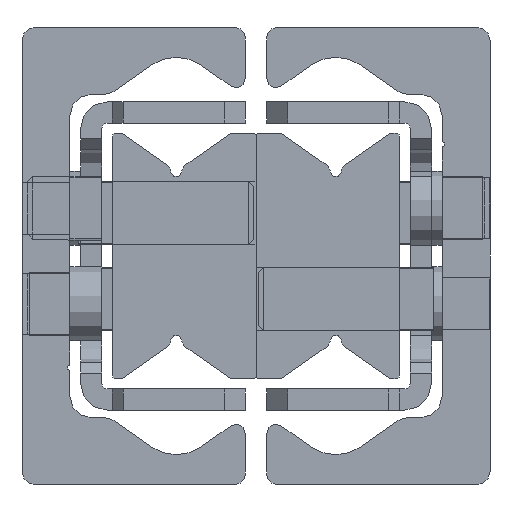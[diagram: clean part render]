
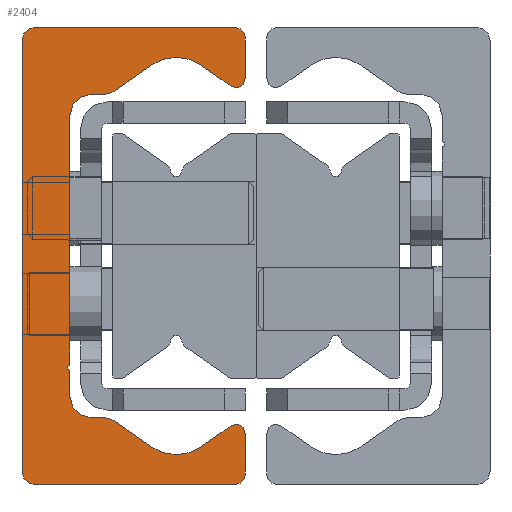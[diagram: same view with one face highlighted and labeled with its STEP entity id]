
A CAD part, left-side view. The second image highlights one B-rep face of the part: STEP entity #2404.
In plain terms, the highlighted planar face has unit normal (-1, 0, 0).
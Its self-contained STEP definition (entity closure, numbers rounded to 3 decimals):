
#1387=CARTESIAN_POINT('',(0.0,9.25,-21.5));
#1388=VERTEX_POINT('',#1387);
#1395=CARTESIAN_POINT('',(0.0,10.5,-20.25));
#1396=VERTEX_POINT('',#1395);
#1397=CARTESIAN_POINT('',(0.0,9.25,-20.25));
#1398=DIRECTION('',(1.0,0.0,0.0));
#1399=DIRECTION('',(0.0,0.0,-1.0));
#1400=AXIS2_PLACEMENT_3D('',#1397,#1398,#1399);
#1401=CIRCLE('',#1400,1.25);
#1402=EDGE_CURVE('',#1388,#1396,#1401,.T.);
#1426=CARTESIAN_POINT('',(0.0,-9.5,-21.5));
#1427=VERTEX_POINT('',#1426);
#1434=CARTESIAN_POINT('',(0.0,-9.5,-21.5));
#1435=DIRECTION('',(0.0,1.0,0.0));
#1436=VECTOR('',#1435,18.75);
#1437=LINE('',#1434,#1436);
#1438=EDGE_CURVE('',#1427,#1388,#1437,.T.);
#1458=CARTESIAN_POINT('',(0.0,-10.5,-20.5));
#1459=VERTEX_POINT('',#1458);
#1466=CARTESIAN_POINT('',(0.0,-9.5,-20.5));
#1467=DIRECTION('',(1.0,0.0,0.0));
#1468=DIRECTION('',(0.0,-1.0,0.0));
#1469=AXIS2_PLACEMENT_3D('',#1466,#1467,#1468);
#1470=CIRCLE('',#1469,1.);
#1471=EDGE_CURVE('',#1459,#1427,#1470,.T.);
#1490=CARTESIAN_POINT('',(0.0,-10.5,-16.65));
#1491=VERTEX_POINT('',#1490);
#1498=CARTESIAN_POINT('',(0.0,-10.5,-16.65));
#1499=DIRECTION('',(0.0,0.0,-1.0));
#1500=VECTOR('',#1499,3.85);
#1501=LINE('',#1498,#1500);
#1502=EDGE_CURVE('',#1491,#1459,#1501,.T.);
#1522=CARTESIAN_POINT('',(0.0,-9.162,-15.954));
#1523=VERTEX_POINT('',#1522);
#1530=CARTESIAN_POINT('',(0.0,-9.65,-16.65));
#1531=DIRECTION('',(1.0,0.0,0.0));
#1532=DIRECTION('',(0.0,0.574,0.819));
#1533=AXIS2_PLACEMENT_3D('',#1530,#1531,#1532);
#1534=CIRCLE('',#1533,0.85);
#1535=EDGE_CURVE('',#1523,#1491,#1534,.T.);
#1554=CARTESIAN_POINT('',(0.0,-6.294,-17.962));
#1555=VERTEX_POINT('',#1554);
#1562=CARTESIAN_POINT('',(0.0,-6.294,-17.962));
#1563=DIRECTION('',(0.0,-0.819,0.574));
#1564=VECTOR('',#1563,3.501);
#1565=LINE('',#1562,#1564);
#1566=EDGE_CURVE('',#1555,#1523,#1565,.T.);
#1586=CARTESIAN_POINT('',(0.0,-1.706,-17.962));
#1587=VERTEX_POINT('',#1586);
#1594=CARTESIAN_POINT('',(0.0,-4.0,-14.685));
#1595=DIRECTION('',(-1.0,0.0,0.0));
#1596=DIRECTION('',(0.0,0.574,0.819));
#1597=AXIS2_PLACEMENT_3D('',#1594,#1595,#1596);
#1598=CIRCLE('',#1597,4.0);
#1599=EDGE_CURVE('',#1587,#1555,#1598,.T.);
#1618=CARTESIAN_POINT('',(0.0,1.722,-15.562));
#1619=VERTEX_POINT('',#1618);
#1626=CARTESIAN_POINT('',(0.0,1.722,-15.562));
#1627=DIRECTION('',(0.0,-0.819,-0.574));
#1628=VECTOR('',#1627,4.185);
#1629=LINE('',#1626,#1628);
#1630=EDGE_CURVE('',#1619,#1587,#1629,.T.);
#1650=CARTESIAN_POINT('',(0.0,2.869,-15.2));
#1651=VERTEX_POINT('',#1650);
#1658=CARTESIAN_POINT('',(0.0,2.869,-17.2));
#1659=DIRECTION('',(1.0,0.0,0.0));
#1660=DIRECTION('',(0.0,0.0,1.0));
#1661=AXIS2_PLACEMENT_3D('',#1658,#1659,#1660);
#1662=CIRCLE('',#1661,2.0);
#1663=EDGE_CURVE('',#1651,#1619,#1662,.T.);
#1682=CARTESIAN_POINT('',(0.0,4.,-15.2));
#1683=VERTEX_POINT('',#1682);
#1690=CARTESIAN_POINT('',(0.0,4.,-15.2));
#1691=DIRECTION('',(0.0,-1.0,0.0));
#1692=VECTOR('',#1691,1.131);
#1693=LINE('',#1690,#1692);
#1694=EDGE_CURVE('',#1683,#1651,#1693,.T.);
#1714=CARTESIAN_POINT('',(0.0,6.,-13.2));
#1715=VERTEX_POINT('',#1714);
#1722=CARTESIAN_POINT('',(0.0,4.,-13.2));
#1723=DIRECTION('',(-1.0,0.0,0.0));
#1724=DIRECTION('',(0.0,0.0,1.0));
#1725=AXIS2_PLACEMENT_3D('',#1722,#1723,#1724);
#1726=CIRCLE('',#1725,2.0);
#1727=EDGE_CURVE('',#1715,#1683,#1726,.T.);
#1746=CARTESIAN_POINT('',(0.0,6.,-10.75));
#1747=VERTEX_POINT('',#1746);
#1754=CARTESIAN_POINT('',(0.0,6.,-10.75));
#1755=DIRECTION('',(0.0,0.0,-1.0));
#1756=VECTOR('',#1755,2.45);
#1757=LINE('',#1754,#1756);
#1758=EDGE_CURVE('',#1747,#1715,#1757,.T.);
#1778=CARTESIAN_POINT('',(0.0,6.,-10.25));
#1779=VERTEX_POINT('',#1778);
#1786=CARTESIAN_POINT('',(0.0,6.,-10.5));
#1787=DIRECTION('',(-1.0,0.0,0.0));
#1788=DIRECTION('',(0.0,0.0,1.0));
#1789=AXIS2_PLACEMENT_3D('',#1786,#1787,#1788);
#1790=CIRCLE('',#1789,0.25);
#1791=EDGE_CURVE('',#1779,#1747,#1790,.T.);
#1810=CARTESIAN_POINT('',(0.0,6.,13.2));
#1811=VERTEX_POINT('',#1810);
#1818=CARTESIAN_POINT('',(0.0,6.,13.2));
#1819=DIRECTION('',(0.0,0.0,-1.0));
#1820=VECTOR('',#1819,23.45);
#1821=LINE('',#1818,#1820);
#1822=EDGE_CURVE('',#1811,#1779,#1821,.T.);
#1926=CARTESIAN_POINT('',(0.0,4.,15.2));
#1927=VERTEX_POINT('',#1926);
#1934=CARTESIAN_POINT('',(0.0,4.,13.2));
#1935=DIRECTION('',(-1.0,0.0,0.0));
#1936=DIRECTION('',(0.0,-1.0,0.0));
#1937=AXIS2_PLACEMENT_3D('',#1934,#1935,#1936);
#1938=CIRCLE('',#1937,2.0);
#1939=EDGE_CURVE('',#1927,#1811,#1938,.T.);
#1958=CARTESIAN_POINT('',(0.0,2.869,15.2));
#1959=VERTEX_POINT('',#1958);
#1966=CARTESIAN_POINT('',(0.0,2.869,15.2));
#1967=DIRECTION('',(0.0,1.0,0.0));
#1968=VECTOR('',#1967,1.131);
#1969=LINE('',#1966,#1968);
#1970=EDGE_CURVE('',#1959,#1927,#1969,.T.);
#1990=CARTESIAN_POINT('',(0.0,1.722,15.562));
#1991=VERTEX_POINT('',#1990);
#1998=CARTESIAN_POINT('',(0.0,2.869,17.2));
#1999=DIRECTION('',(1.0,0.0,0.0));
#2000=DIRECTION('',(0.0,-0.574,-0.819));
#2001=AXIS2_PLACEMENT_3D('',#1998,#1999,#2000);
#2002=CIRCLE('',#2001,2.0);
#2003=EDGE_CURVE('',#1991,#1959,#2002,.T.);
#2022=CARTESIAN_POINT('',(0.0,-1.706,17.962));
#2023=VERTEX_POINT('',#2022);
#2030=CARTESIAN_POINT('',(0.0,-1.706,17.962));
#2031=DIRECTION('',(0.0,0.819,-0.574));
#2032=VECTOR('',#2031,4.185);
#2033=LINE('',#2030,#2032);
#2034=EDGE_CURVE('',#2023,#1991,#2033,.T.);
#2054=CARTESIAN_POINT('',(0.0,-6.294,17.962));
#2055=VERTEX_POINT('',#2054);
#2062=CARTESIAN_POINT('',(0.0,-4.0,14.685));
#2063=DIRECTION('',(-1.0,0.0,0.0));
#2064=DIRECTION('',(0.0,-0.574,-0.819));
#2065=AXIS2_PLACEMENT_3D('',#2062,#2063,#2064);
#2066=CIRCLE('',#2065,4.0);
#2067=EDGE_CURVE('',#2055,#2023,#2066,.T.);
#2086=CARTESIAN_POINT('',(0.0,-9.162,15.954));
#2087=VERTEX_POINT('',#2086);
#2094=CARTESIAN_POINT('',(0.0,-9.162,15.954));
#2095=DIRECTION('',(0.0,0.819,0.574));
#2096=VECTOR('',#2095,3.501);
#2097=LINE('',#2094,#2096);
#2098=EDGE_CURVE('',#2087,#2055,#2097,.T.);
#2118=CARTESIAN_POINT('',(0.0,-10.5,16.65));
#2119=VERTEX_POINT('',#2118);
#2126=CARTESIAN_POINT('',(0.0,-9.65,16.65));
#2127=DIRECTION('',(1.0,0.0,0.0));
#2128=DIRECTION('',(0.0,-1.0,0.0));
#2129=AXIS2_PLACEMENT_3D('',#2126,#2127,#2128);
#2130=CIRCLE('',#2129,0.85);
#2131=EDGE_CURVE('',#2119,#2087,#2130,.T.);
#2150=CARTESIAN_POINT('',(0.0,-10.5,20.5));
#2151=VERTEX_POINT('',#2150);
#2158=CARTESIAN_POINT('',(0.0,-10.5,20.5));
#2159=DIRECTION('',(0.0,0.0,-1.0));
#2160=VECTOR('',#2159,3.85);
#2161=LINE('',#2158,#2160);
#2162=EDGE_CURVE('',#2151,#2119,#2161,.T.);
#2182=CARTESIAN_POINT('',(0.0,-9.5,21.5));
#2183=VERTEX_POINT('',#2182);
#2190=CARTESIAN_POINT('',(0.0,-9.5,20.5));
#2191=DIRECTION('',(1.0,0.0,0.0));
#2192=DIRECTION('',(0.0,0.0,1.0));
#2193=AXIS2_PLACEMENT_3D('',#2190,#2191,#2192);
#2194=CIRCLE('',#2193,1.);
#2195=EDGE_CURVE('',#2183,#2151,#2194,.T.);
#2214=CARTESIAN_POINT('',(0.0,9.25,21.5));
#2215=VERTEX_POINT('',#2214);
#2222=CARTESIAN_POINT('',(0.0,9.25,21.5));
#2223=DIRECTION('',(0.0,-1.0,0.0));
#2224=VECTOR('',#2223,18.75);
#2225=LINE('',#2222,#2224);
#2226=EDGE_CURVE('',#2215,#2183,#2225,.T.);
#2246=CARTESIAN_POINT('',(0.0,10.5,20.25));
#2247=VERTEX_POINT('',#2246);
#2254=CARTESIAN_POINT('',(0.0,9.25,20.25));
#2255=DIRECTION('',(1.0,0.0,0.0));
#2256=DIRECTION('',(0.0,1.0,0.0));
#2257=AXIS2_PLACEMENT_3D('',#2254,#2255,#2256);
#2258=CIRCLE('',#2257,1.25);
#2259=EDGE_CURVE('',#2247,#2215,#2258,.T.);
#2277=CARTESIAN_POINT('',(0.0,10.5,-20.25));
#2278=DIRECTION('',(0.0,0.0,1.0));
#2279=VECTOR('',#2278,40.5);
#2280=LINE('',#2277,#2279);
#2281=EDGE_CURVE('',#1396,#2247,#2280,.T.);
#2371=CARTESIAN_POINT('',(0.0,2.66,-0.019));
#2372=DIRECTION('',(1.0,0.0,0.0));
#2373=DIRECTION('',(0.0,0.0,-1.0));
#2374=AXIS2_PLACEMENT_3D('',#2371,#2372,#2373);
#2375=PLANE('',#2374);
#2376=ORIENTED_EDGE('',*,*,#2281,.F.);
#2377=ORIENTED_EDGE('',*,*,#1402,.F.);
#2378=ORIENTED_EDGE('',*,*,#1438,.F.);
#2379=ORIENTED_EDGE('',*,*,#1471,.F.);
#2380=ORIENTED_EDGE('',*,*,#1502,.F.);
#2381=ORIENTED_EDGE('',*,*,#1535,.F.);
#2382=ORIENTED_EDGE('',*,*,#1566,.F.);
#2383=ORIENTED_EDGE('',*,*,#1599,.F.);
#2384=ORIENTED_EDGE('',*,*,#1630,.F.);
#2385=ORIENTED_EDGE('',*,*,#1663,.F.);
#2386=ORIENTED_EDGE('',*,*,#1694,.F.);
#2387=ORIENTED_EDGE('',*,*,#1727,.F.);
#2388=ORIENTED_EDGE('',*,*,#1758,.F.);
#2389=ORIENTED_EDGE('',*,*,#1791,.F.);
#2390=ORIENTED_EDGE('',*,*,#1822,.F.);
#2391=ORIENTED_EDGE('',*,*,#1939,.F.);
#2392=ORIENTED_EDGE('',*,*,#1970,.F.);
#2393=ORIENTED_EDGE('',*,*,#2003,.F.);
#2394=ORIENTED_EDGE('',*,*,#2034,.F.);
#2395=ORIENTED_EDGE('',*,*,#2067,.F.);
#2396=ORIENTED_EDGE('',*,*,#2098,.F.);
#2397=ORIENTED_EDGE('',*,*,#2131,.F.);
#2398=ORIENTED_EDGE('',*,*,#2162,.F.);
#2399=ORIENTED_EDGE('',*,*,#2195,.F.);
#2400=ORIENTED_EDGE('',*,*,#2226,.F.);
#2401=ORIENTED_EDGE('',*,*,#2259,.F.);
#2402=EDGE_LOOP('',(#2376,#2377,#2378,#2379,#2380,#2381,#2382,#2383,#2384,#2385,#2386,#2387,#2388,#2389,#2390,#2391,#2392,#2393,#2394,#2395,#2396,#2397,#2398,#2399,#2400,#2401));
#2403=FACE_OUTER_BOUND('',#2402,.T.);
#2404=ADVANCED_FACE('',(#2403),#2375,.F.);
